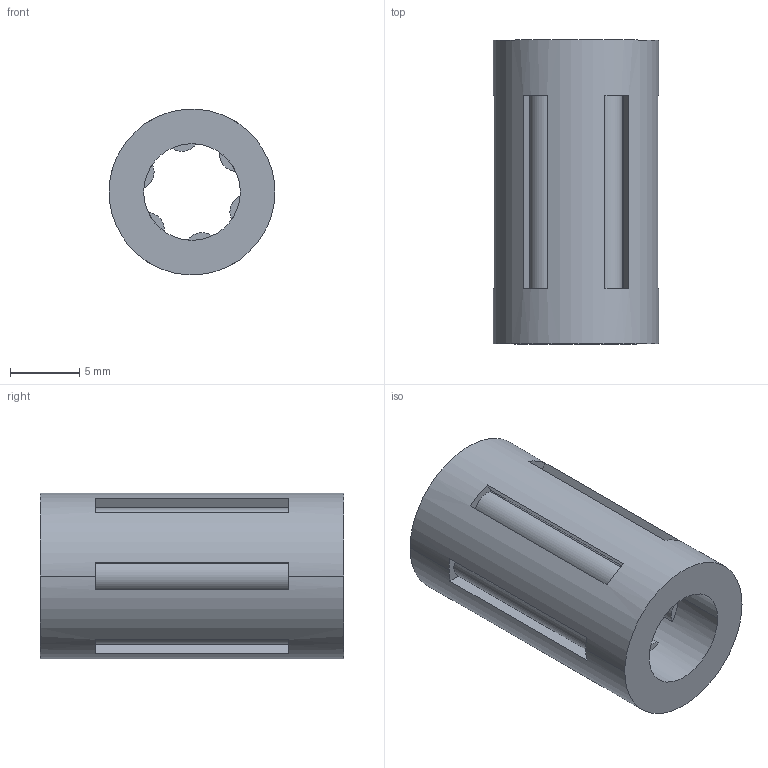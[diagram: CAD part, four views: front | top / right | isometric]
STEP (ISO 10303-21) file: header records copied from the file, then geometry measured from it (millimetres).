
FILE_DESCRIPTION(('CATIA V5 STEP Exchange'),'2;1');
FILE_NAME('kh-0622.stp','2006-09-07T02:38:51+00:00',('none'),('none'),'CATIA Version 5 Release 14 (IN-10)','CATIA V5 STEP AP214','none');
FILE_SCHEMA(('AUTOMOTIVE_DESIGN { 1 0 10303 214 1 1 1 1 }'));
Length unit declared in the file: millimetre
Products named in the file (1): kh-0622
Bounding box: 12 x 22 x 11.98 mm (x, y, z)
Volume: 1589.3 mm3; surface area: 1663.3 mm2
Topology: 1 solids, 1 shells, 60 faces, 144 edges, 96 vertices
Faces by surface type: plane 38, cylinder 22
Entity records: 1974 total; most frequent: CARTESIAN_POINT 601, ORIENTED_EDGE 288, DIRECTION 234, EDGE_CURVE 144, AXIS2_PLACEMENT_3D 103, VERTEX_POINT 96, VECTOR 72, EDGE_LOOP 72
